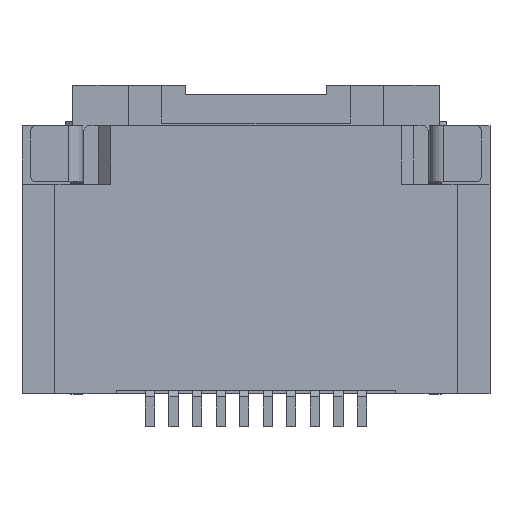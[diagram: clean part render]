
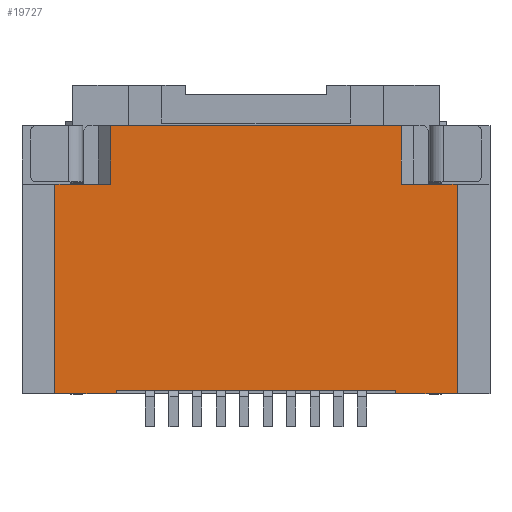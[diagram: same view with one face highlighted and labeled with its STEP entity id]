
A CAD part, top view. The second image highlights one B-rep face of the part: STEP entity #19727.
In plain terms, the highlighted planar face has unit normal (0, 0, 1).
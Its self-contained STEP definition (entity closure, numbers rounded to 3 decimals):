
#361=DIRECTION('',(-1.,0.,0.));
#362=VECTOR('',#361,1.3);
#363=CARTESIAN_POINT('',(-2.975,-2.85,1.245));
#364=LINE('',#363,#362);
#369=DIRECTION('',(-1.,0.,0.));
#370=VECTOR('',#369,1.3);
#371=CARTESIAN_POINT('',(4.275,-2.85,1.245));
#372=LINE('',#371,#370);
#417=DIRECTION('',(0.,-1.,0.));
#418=VECTOR('',#417,4.45);
#419=CARTESIAN_POINT('',(-4.275,1.6,1.245));
#420=LINE('',#419,#418);
#421=DIRECTION('',(-1.,0.,0.));
#422=VECTOR('',#421,6.17);
#423=CARTESIAN_POINT('',(3.085,2.85,1.245));
#424=LINE('',#423,#422);
#425=DIRECTION('',(1.,0.,0.));
#426=VECTOR('',#425,5.95);
#427=CARTESIAN_POINT('',(-2.975,-2.78,1.245));
#428=LINE('',#427,#426);
#429=DIRECTION('',(-1.,0.,0.));
#430=VECTOR('',#429,1.19);
#431=CARTESIAN_POINT('',(-3.085,1.6,1.245));
#432=LINE('',#431,#430);
#433=DIRECTION('',(0.,1.,0.));
#434=VECTOR('',#433,1.25);
#435=CARTESIAN_POINT('',(-3.085,1.6,1.245));
#436=LINE('',#435,#434);
#441=DIRECTION('',(0.,-1.,0.));
#442=VECTOR('',#441,1.25);
#443=CARTESIAN_POINT('',(3.085,2.85,1.245));
#444=LINE('',#443,#442);
#5332=DIRECTION('',(-1.,0.,0.));
#5333=VECTOR('',#5332,1.19);
#5334=CARTESIAN_POINT('',(4.275,1.6,1.245));
#5335=LINE('',#5334,#5333);
#5385=DIRECTION('',(0.,1.,0.));
#5386=VECTOR('',#5385,4.45);
#5387=CARTESIAN_POINT('',(4.275,-2.85,1.245));
#5388=LINE('',#5387,#5386);
#14553=DIRECTION('',(0.,1.,0.));
#14554=VECTOR('',#14553,0.07);
#14555=CARTESIAN_POINT('',(-2.975,-2.85,1.245));
#14556=LINE('',#14555,#14554);
#14569=DIRECTION('',(0.,-1.,0.));
#14570=VECTOR('',#14569,0.07);
#14571=CARTESIAN_POINT('',(2.975,-2.78,1.245));
#14572=LINE('',#14571,#14570);
#15233=CARTESIAN_POINT('',(-4.275,1.6,1.245));
#15234=VERTEX_POINT('',#15233);
#15235=CARTESIAN_POINT('',(-3.085,1.6,1.245));
#15236=VERTEX_POINT('',#15235);
#15319=CARTESIAN_POINT('',(3.085,2.85,1.245));
#15320=VERTEX_POINT('',#15319);
#15321=CARTESIAN_POINT('',(-3.085,2.85,1.245));
#15322=VERTEX_POINT('',#15321);
#15860=CARTESIAN_POINT('',(-2.975,-2.78,1.245));
#15861=CARTESIAN_POINT('',(2.975,-2.78,1.245));
#15862=VERTEX_POINT('',#15860);
#15863=VERTEX_POINT('',#15861);
#15900=CARTESIAN_POINT('',(3.085,1.6,1.245));
#15901=VERTEX_POINT('',#15900);
#15902=CARTESIAN_POINT('',(4.275,1.6,1.245));
#15903=VERTEX_POINT('',#15902);
#15904=CARTESIAN_POINT('',(4.275,-2.85,1.245));
#15905=VERTEX_POINT('',#15904);
#15906=CARTESIAN_POINT('',(2.975,-2.85,1.245));
#15907=VERTEX_POINT('',#15906);
#15908=CARTESIAN_POINT('',(-2.975,-2.85,1.245));
#15909=VERTEX_POINT('',#15908);
#15910=CARTESIAN_POINT('',(-4.275,-2.85,1.245));
#15911=VERTEX_POINT('',#15910);
#19701=CARTESIAN_POINT('',(0.,0.,1.245));
#19702=DIRECTION('',(0.,0.,1.));
#19703=DIRECTION('',(1.,0.,0.));
#19704=AXIS2_PLACEMENT_3D('',#19701,#19702,#19703);
#19705=PLANE('',#19704);
#19707=ORIENTED_EDGE('',*,*,#19706,.T.);
#19708=ORIENTED_EDGE('',*,*,#19069,.F.);
#19710=ORIENTED_EDGE('',*,*,#19709,.T.);
#19712=ORIENTED_EDGE('',*,*,#19711,.F.);
#19714=ORIENTED_EDGE('',*,*,#19713,.F.);
#19715=ORIENTED_EDGE('',*,*,#19659,.T.);
#19717=ORIENTED_EDGE('',*,*,#19716,.F.);
#19719=ORIENTED_EDGE('',*,*,#19718,.F.);
#19721=ORIENTED_EDGE('',*,*,#19720,.F.);
#19722=ORIENTED_EDGE('',*,*,#19651,.T.);
#19723=ORIENTED_EDGE('',*,*,#19696,.F.);
#19724=ORIENTED_EDGE('',*,*,#18971,.F.);
#19725=EDGE_LOOP('',(#19707,#19708,#19710,#19712,#19714,#19715,#19717,#19719,
#19721,#19722,#19723,#19724));
#19726=FACE_OUTER_BOUND('',#19725,.F.);
#19727=ADVANCED_FACE('',(#19726),#19705,.T.);
#18971=EDGE_CURVE('',#15236,#15234,#432,.T.);
#19069=EDGE_CURVE('',#15320,#15322,#424,.T.);
#19651=EDGE_CURVE('',#15909,#15911,#364,.T.);
#19659=EDGE_CURVE('',#15905,#15907,#372,.T.);
#19696=EDGE_CURVE('',#15234,#15911,#420,.T.);
#19706=EDGE_CURVE('',#15236,#15322,#436,.T.);
#19709=EDGE_CURVE('',#15320,#15901,#444,.T.);
#19711=EDGE_CURVE('',#15903,#15901,#5335,.T.);
#19713=EDGE_CURVE('',#15905,#15903,#5388,.T.);
#19716=EDGE_CURVE('',#15863,#15907,#14572,.T.);
#19718=EDGE_CURVE('',#15862,#15863,#428,.T.);
#19720=EDGE_CURVE('',#15909,#15862,#14556,.T.);
